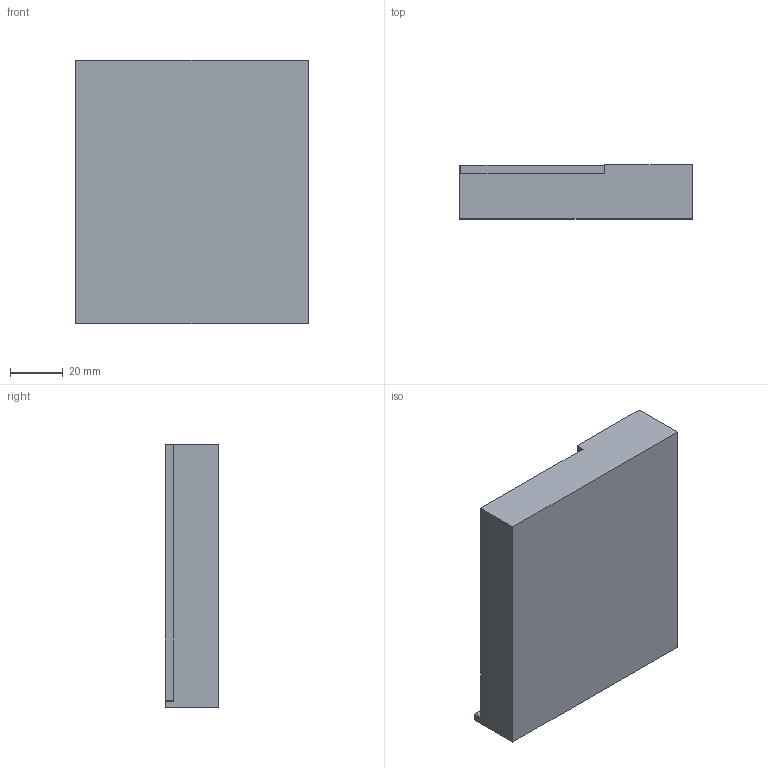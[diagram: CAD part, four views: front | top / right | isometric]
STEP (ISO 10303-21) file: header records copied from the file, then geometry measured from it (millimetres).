
FILE_DESCRIPTION(('Open CASCADE Model'),'2;1');
FILE_NAME('Open CASCADE Shape Model','2025-07-01T18:58:09',('Author'),( 'Open CASCADE'),'Open CASCADE STEP processor 7.5','Open CASCADE 7.5' ,'Unknown');
FILE_SCHEMA(('CONFIG_CONTROL_DESIGN'));
Length unit declared in the file: millimetre
Products named in the file (1): Open CASCADE STEP translator 7.5 19
Bounding box: 88.19 x 20.48 x 99.98 mm (x, y, z)
Volume: 160704.1 mm3; surface area: 25448.5 mm2
Topology: 1 solids, 1 shells, 14 faces, 34 edges, 23 vertices
Faces by surface type: plane 12, cylinder 2
Full cylindrical faces by diameter (mm): 22.257 x1
Entity records: 895 total; most frequent: CARTESIAN_POINT 146, DIRECTION 135, LINE 94, VECTOR 94, ORIENTED_EDGE 68, PCURVE 68, DEFINITIONAL_REPRESENTATION 68, EDGE_CURVE 34
